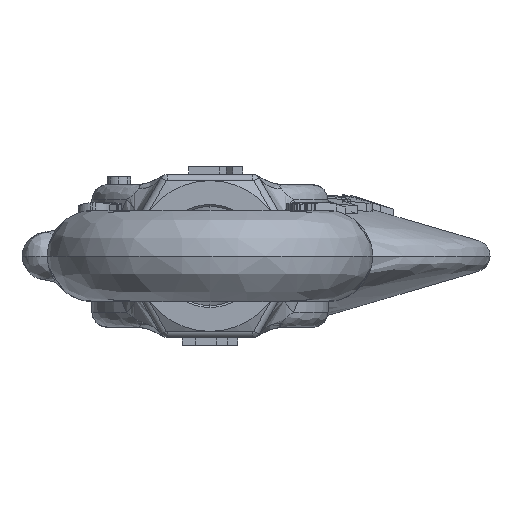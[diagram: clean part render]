
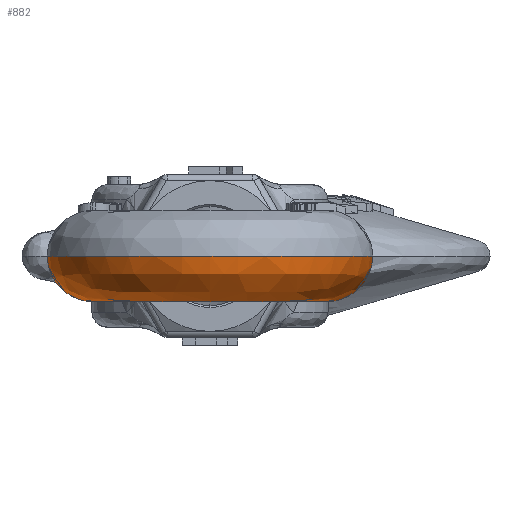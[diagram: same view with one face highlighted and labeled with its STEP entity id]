
A CAD part, left-side view. The second image highlights one B-rep face of the part: STEP entity #882.
In plain terms, the highlighted free-form (B-spline) face has degree [3, 3] with [4, 4] control points.
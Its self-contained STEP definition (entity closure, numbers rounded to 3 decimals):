
#882=ADVANCED_FACE('',(#1951),#1952,.T.);
#1951=FACE_OUTER_BOUND('',#11716,.T.);
#1952=(B_SPLINE_SURFACE(3,3,((#11718,#11719,#11720,#11721),(#11722,#11723,#11724,#11725),(#11726,#11727,#11728,#11729),(#11730,#11731,#11732,#11733)),.UNSPECIFIED.,.F.,.F.,.F.)B_SPLINE_SURFACE_WITH_KNOTS((4,4),(4,4),(0.0,1.0),(0.0,1.0),.UNSPECIFIED.)RATIONAL_B_SPLINE_SURFACE(((1.0,0.334,0.334,1.0),(0.333,0.111,0.111,0.333),(0.333,0.111,0.111,0.333),(1.0,0.334,0.334,1.0)))BOUNDED_SURFACE()REPRESENTATION_ITEM('')GEOMETRIC_REPRESENTATION_ITEM()SURFACE());
#11716=EDGE_LOOP('',(#16047,#16048,#16049,#16050));
#11718=CARTESIAN_POINT('',(-178.364,20.5,0.0));
#11719=CARTESIAN_POINT('',(-219.284,20.46,0.0));
#11720=CARTESIAN_POINT('',(-219.284,-20.46,0.0));
#11721=CARTESIAN_POINT('',(-178.364,-20.5,0.0));
#11722=CARTESIAN_POINT('',(-178.364,20.5,-11.5));
#11723=CARTESIAN_POINT('',(-219.284,20.46,-11.5));
#11724=CARTESIAN_POINT('',(-219.284,-20.46,-11.5));
#11725=CARTESIAN_POINT('',(-178.364,-20.5,-11.5));
#11726=CARTESIAN_POINT('',(-178.352,9.,-11.5));
#11727=CARTESIAN_POINT('',(-196.317,8.982,-11.5));
#11728=CARTESIAN_POINT('',(-196.317,-8.982,-11.5));
#11729=CARTESIAN_POINT('',(-178.352,-9.,-11.5));
#11730=CARTESIAN_POINT('',(-178.352,9.,0.));
#11731=CARTESIAN_POINT('',(-196.317,8.982,0.));
#11732=CARTESIAN_POINT('',(-196.317,-8.982,0.));
#11733=CARTESIAN_POINT('',(-178.352,-9.,0.));
#16047=ORIENTED_EDGE('',*,*,#18045,.F.);
#16048=ORIENTED_EDGE('',*,*,#18046,.T.);
#16049=ORIENTED_EDGE('',*,*,#18047,.F.);
#16050=ORIENTED_EDGE('',*,*,#18048,.F.);
#18045=EDGE_CURVE('',#20270,#20269,#20355,.T.);
#18046=EDGE_CURVE('',#20270,#20186,#20356,.T.);
#18047=EDGE_CURVE('',#20188,#20186,#20357,.T.);
#18048=EDGE_CURVE('',#20269,#20188,#20358,.T.);
#20186=VERTEX_POINT('',#28598);
#20188=VERTEX_POINT('',#28600);
#20269=VERTEX_POINT('',#28858);
#20270=VERTEX_POINT('',#28859);
#20355=CIRCLE('',#29177,5.75);
#20356=CIRCLE('',#29178,9.);
#20357=CIRCLE('',#29179,5.75);
#20358=CIRCLE('',#29180,20.5);
#28598=CARTESIAN_POINT('',(-178.352,-9.,0.));
#28600=CARTESIAN_POINT('',(-178.364,-20.5,0.0));
#28858=CARTESIAN_POINT('',(-178.364,20.5,0.0));
#28859=CARTESIAN_POINT('',(-178.352,9.,0.));
#29177=AXIS2_PLACEMENT_3D('',#31285,#31286,#31287);
#29178=AXIS2_PLACEMENT_3D('',#31288,#31289,#31290);
#29179=AXIS2_PLACEMENT_3D('',#31291,#31292,#31293);
#29180=AXIS2_PLACEMENT_3D('',#31294,#31295,#31296);
#31285=CARTESIAN_POINT('',(-178.358,14.75,0.0));
#31286=DIRECTION('',(1.,0.001,0.0));
#31287=DIRECTION('',(-0.001,1.,0.0));
#31288=CARTESIAN_POINT('',(-178.344,0.0,0.));
#31289=DIRECTION('',(0.0,0.0,1.0));
#31290=DIRECTION('',(1.0,0.0,0.0));
#31291=CARTESIAN_POINT('',(-178.358,-14.75,0.0));
#31292=DIRECTION('',(1.,-0.001,0.0));
#31293=DIRECTION('',(-0.001,-1.,0.0));
#31294=CARTESIAN_POINT('',(-178.344,0.0,0.0));
#31295=DIRECTION('',(0.0,0.0,1.0));
#31296=DIRECTION('',(1.0,0.0,0.0));
